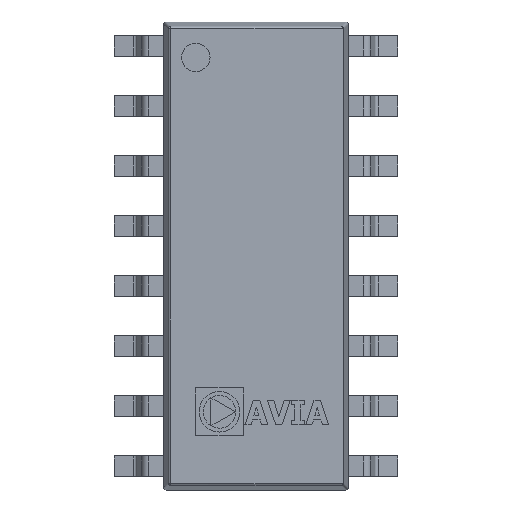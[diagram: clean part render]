
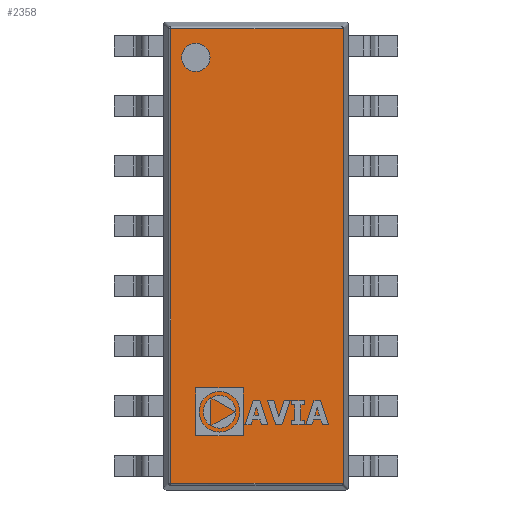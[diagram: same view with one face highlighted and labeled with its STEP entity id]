
A CAD part, top view. The second image highlights one B-rep face of the part: STEP entity #2358.
In plain terms, the highlighted planar face has unit normal (0, 0, 1).
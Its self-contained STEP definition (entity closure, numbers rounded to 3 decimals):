
#155=PLANE('',#2683);
#245=ELLIPSE('',#2620,0.051,0.05);
#249=ELLIPSE('',#2636,0.051,0.05);
#279=LINE('',#3622,#531);
#284=LINE('',#3641,#536);
#289=LINE('',#3659,#541);
#315=LINE('',#3733,#567);
#531=VECTOR('',#2909,10.);
#536=VECTOR('',#2928,10.);
#541=VECTOR('',#2947,10.);
#567=VECTOR('',#3033,10.);
#844=FACE_OUTER_BOUND('',#982,.T.);
#982=EDGE_LOOP('',(#1840,#1841,#1842,#1843,#1844,#1845));
#1148=VERTEX_POINT('',#3593);
#1149=VERTEX_POINT('',#3595);
#1152=VERTEX_POINT('',#3602);
#1156=VERTEX_POINT('',#3614);
#1162=VERTEX_POINT('',#3631);
#1163=VERTEX_POINT('',#3633);
#1360=EDGE_CURVE('',#1148,#1149,#245,.T.);
#1373=EDGE_CURVE('',#1156,#1152,#279,.T.);
#1378=EDGE_CURVE('',#1162,#1163,#249,.T.);
#1382=EDGE_CURVE('',#1163,#1156,#284,.T.);
#1392=EDGE_CURVE('',#1152,#1148,#289,.T.);
#1433=EDGE_CURVE('',#1149,#1162,#315,.T.);
#1840=ORIENTED_EDGE('',*,*,#1378,.F.);
#1841=ORIENTED_EDGE('',*,*,#1433,.F.);
#1842=ORIENTED_EDGE('',*,*,#1360,.F.);
#1843=ORIENTED_EDGE('',*,*,#1392,.F.);
#1844=ORIENTED_EDGE('',*,*,#1373,.F.);
#1845=ORIENTED_EDGE('',*,*,#1382,.F.);
#2358=ADVANCED_FACE('',(#844),#155,.T.);
#2620=AXIS2_PLACEMENT_3D('',#3596,#2879,#2880);
#2636=AXIS2_PLACEMENT_3D('',#3634,#2919,#2920);
#2683=AXIS2_PLACEMENT_3D('',#3743,#3049,#3050);
#2879=DIRECTION('center_axis',(0.,0.,-1.));
#2880=DIRECTION('ref_axis',(-0.707,0.707,0.));
#2909=DIRECTION('',(-1.,0.,0.));
#2919=DIRECTION('center_axis',(0.,0.,-1.));
#2920=DIRECTION('ref_axis',(0.707,0.707,0.));
#2928=DIRECTION('',(0.,-1.,0.));
#2947=DIRECTION('',(0.,1.,0.));
#3033=DIRECTION('',(1.,0.,0.));
#3049=DIRECTION('center_axis',(0.,0.,1.));
#3050=DIRECTION('ref_axis',(1.,0.,0.));
#3593=CARTESIAN_POINT('',(-4.807,1.85,1.45));
#3595=CARTESIAN_POINT('',(-4.801,1.85,1.45));
#3596=CARTESIAN_POINT('Origin',(-4.799,1.799,1.45));
#3602=CARTESIAN_POINT('',(-4.807,-1.807,1.45));
#3614=CARTESIAN_POINT('',(4.807,-1.807,1.45));
#3622=CARTESIAN_POINT('',(-1.238,-1.807,1.45));
#3631=CARTESIAN_POINT('',(4.801,1.85,1.45));
#3633=CARTESIAN_POINT('',(4.807,1.85,1.45));
#3634=CARTESIAN_POINT('Origin',(4.799,1.799,1.45));
#3641=CARTESIAN_POINT('',(4.807,-0.488,1.45));
#3659=CARTESIAN_POINT('',(-4.807,0.487,1.45));
#3733=CARTESIAN_POINT('',(2.475,1.85,1.45));
#3743=CARTESIAN_POINT('Origin',(0.,0.,1.45));
